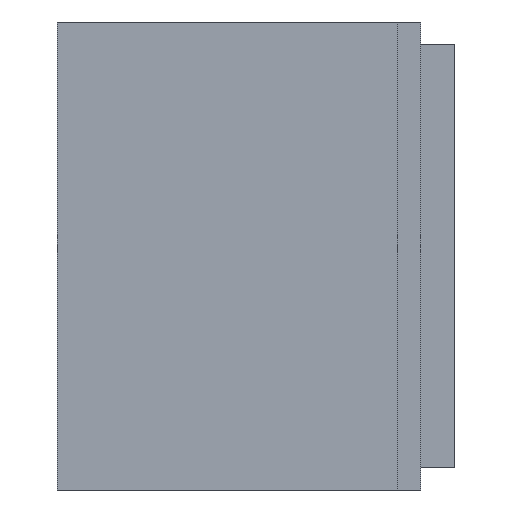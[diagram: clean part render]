
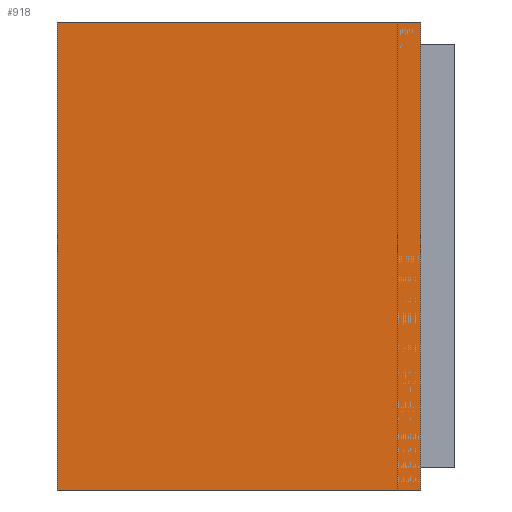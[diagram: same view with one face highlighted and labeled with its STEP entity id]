
A CAD part, left-side view. The second image highlights one B-rep face of the part: STEP entity #918.
In plain terms, the highlighted planar face has unit normal (-1, 0, 0).
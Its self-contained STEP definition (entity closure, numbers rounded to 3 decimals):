
#73=FACE_OUTER_BOUND('',#128,.T.);
#128=EDGE_LOOP('',(#761,#762,#763,#764));
#221=LINE('',#1421,#342);
#226=LINE('',#1431,#347);
#231=LINE('',#1440,#352);
#232=LINE('',#1442,#353);
#342=VECTOR('',#1166,10.);
#347=VECTOR('',#1173,10.);
#352=VECTOR('',#1182,10.);
#353=VECTOR('',#1185,10.);
#440=VERTEX_POINT('',#1419);
#441=VERTEX_POINT('',#1420);
#445=VERTEX_POINT('',#1429);
#447=VERTEX_POINT('',#1438);
#547=EDGE_CURVE('',#440,#441,#221,.T.);
#552=EDGE_CURVE('',#445,#440,#226,.T.);
#557=EDGE_CURVE('',#447,#441,#231,.T.);
#558=EDGE_CURVE('',#445,#447,#232,.T.);
#761=ORIENTED_EDGE('',*,*,#558,.T.);
#762=ORIENTED_EDGE('',*,*,#557,.T.);
#763=ORIENTED_EDGE('',*,*,#547,.F.);
#764=ORIENTED_EDGE('',*,*,#552,.F.);
#870=PLANE('',#1007);
#918=ADVANCED_FACE('',(#73),#870,.T.);
#1007=AXIS2_PLACEMENT_3D('',#1441,#1183,#1184);
#1166=DIRECTION('',(0.,0.,1.));
#1173=DIRECTION('',(0.,1.,0.));
#1182=DIRECTION('',(0.,1.,0.));
#1183=DIRECTION('center_axis',(-1.,0.,0.));
#1184=DIRECTION('ref_axis',(0.,0.,1.));
#1185=DIRECTION('',(0.,0.,1.));
#1419=CARTESIAN_POINT('',(0.,32.,-41.2));
#1420=CARTESIAN_POINT('',(0.,32.,0.));
#1421=CARTESIAN_POINT('',(0.,32.,-41.2));
#1429=CARTESIAN_POINT('',(0.,0.,-41.2));
#1431=CARTESIAN_POINT('',(0.,0.,-41.2));
#1438=CARTESIAN_POINT('',(0.,0.,0.));
#1440=CARTESIAN_POINT('',(0.,0.,0.));
#1441=CARTESIAN_POINT('Origin',(0.,0.,-41.2));
#1442=CARTESIAN_POINT('',(0.,0.,-41.2));
